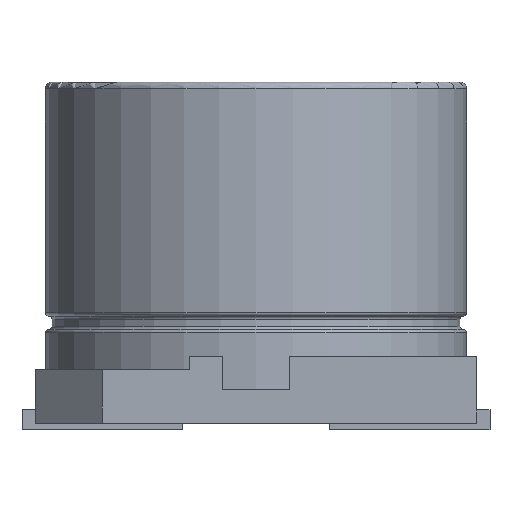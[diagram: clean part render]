
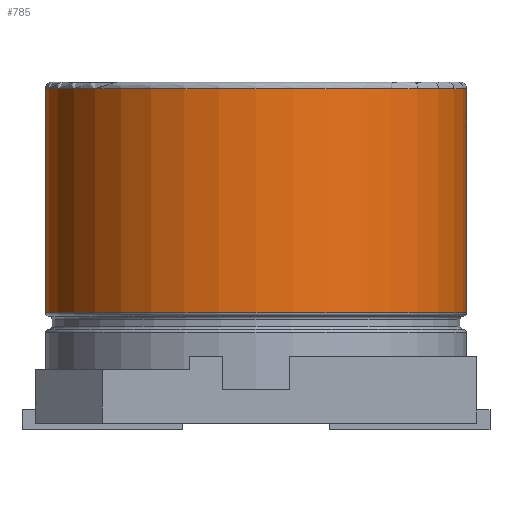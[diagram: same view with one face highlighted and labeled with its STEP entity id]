
A CAD part, front view. The second image highlights one B-rep face of the part: STEP entity #785.
In plain terms, the highlighted cylindrical face has radius 3.15 mm (diameter 6.3 mm), a partial arc.
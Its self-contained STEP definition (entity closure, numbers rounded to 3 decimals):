
#195 = EDGE_CURVE ( 'NONE', #199, #574, #1441, .T. ) ;
#198 = VERTEX_POINT ( 'NONE', #1448 ) ;
#199 = VERTEX_POINT ( 'NONE', #1444 ) ;
#203 = EDGE_CURVE ( 'NONE', #198, #486, #1454, .T. ) ;
#486 = VERTEX_POINT ( 'NONE', #2063 ) ;
#574 = VERTEX_POINT ( 'NONE', #2307 ) ;
#667 = EDGE_CURVE ( 'NONE', #486, #574, #2548, .T. ) ;
#785 = ADVANCED_FACE ( 'NONE', ( #2631 ), #2630, .T. ) ;
#786 = EDGE_LOOP ( 'NONE', ( #787, #878, #887, #862 ) ) ;
#787 = ORIENTED_EDGE ( 'NONE', *, *, #195, .F. ) ;
#811 = EDGE_CURVE ( 'NONE', #199, #198, #2802, .T. ) ;
#862 = ORIENTED_EDGE ( 'NONE', *, *, #667, .T. ) ;
#878 = ORIENTED_EDGE ( 'NONE', *, *, #811, .T. ) ;
#887 = ORIENTED_EDGE ( 'NONE', *, *, #203, .T. ) ;
#1431 = VECTOR ( 'NONE', #1470, 1000. ) ;
#1432 = CARTESIAN_POINT ( 'NONE',  ( -3.15, 0., 19.31 ) ) ;
#1437 = DIRECTION ( 'NONE',  ( 0., 0., -1. ) ) ;
#1438 = VECTOR ( 'NONE', #1437, 1000. ) ;
#1441 = LINE ( 'NONE', #1455, #1438 ) ;
#1444 = CARTESIAN_POINT ( 'NONE',  ( 3.15, 0., 5.1 ) ) ;
#1448 = CARTESIAN_POINT ( 'NONE',  ( -3.15, 0., 5.1 ) ) ;
#1454 = LINE ( 'NONE', #1432, #1431 ) ;
#1455 = CARTESIAN_POINT ( 'NONE',  ( 3.15, 0., 19.31 ) ) ;
#1470 = DIRECTION ( 'NONE',  ( 0., 0., -1. ) ) ;
#2063 = CARTESIAN_POINT ( 'NONE',  ( -3.15, 0., 1.75 ) ) ;
#2307 = CARTESIAN_POINT ( 'NONE',  ( 3.15, 0., 1.75 ) ) ;
#2506 = DIRECTION ( 'NONE',  ( 1., 0., 0. ) ) ;
#2545 = DIRECTION ( 'NONE',  ( 0., 0., 1. ) ) ;
#2546 = CARTESIAN_POINT ( 'NONE',  ( 0., 0., 1.75 ) ) ;
#2547 = AXIS2_PLACEMENT_3D ( 'NONE', #2546, #2545, #2506 ) ;
#2548 = CIRCLE ( 'NONE', #2547, 3.15 ) ;
#2630 = CYLINDRICAL_SURFACE ( 'NONE', #2689, 3.15 ) ;
#2631 = FACE_OUTER_BOUND ( 'NONE', #786, .T. ) ;
#2637 = CARTESIAN_POINT ( 'NONE',  ( 0., 0., 19.31 ) ) ;
#2687 = DIRECTION ( 'NONE',  ( -1., 0., 0. ) ) ;
#2688 = DIRECTION ( 'NONE',  ( 0., 0., -1. ) ) ;
#2689 = AXIS2_PLACEMENT_3D ( 'NONE', #2637, #2688, #2687 ) ;
#2778 = DIRECTION ( 'NONE',  ( 1., 0., 0. ) ) ;
#2779 = DIRECTION ( 'NONE',  ( 0., 0., -1. ) ) ;
#2780 = CARTESIAN_POINT ( 'NONE',  ( 0., 0., 5.1 ) ) ;
#2788 = AXIS2_PLACEMENT_3D ( 'NONE', #2780, #2779, #2778 ) ;
#2802 = CIRCLE ( 'NONE', #2788, 3.15 ) ;
